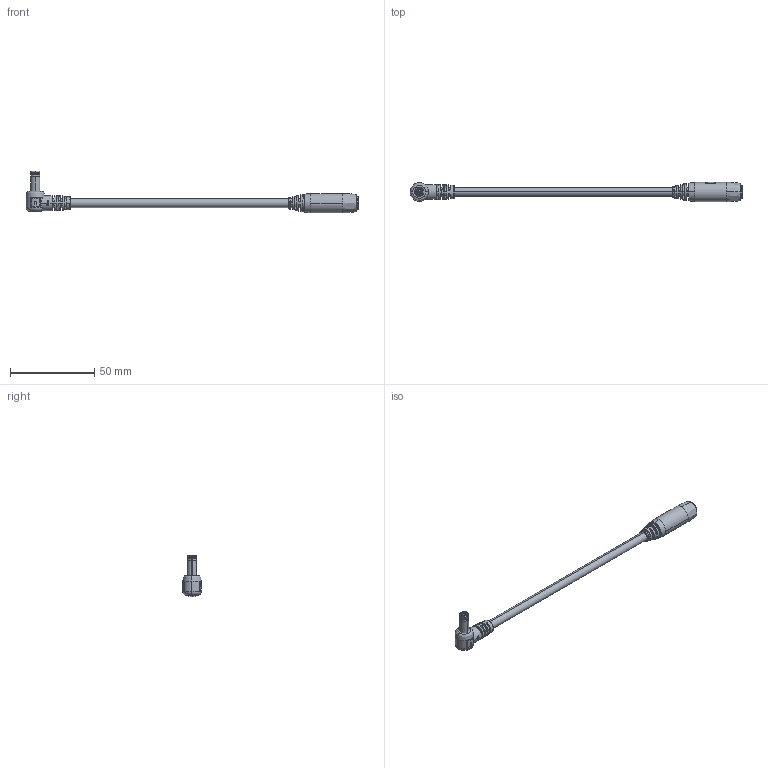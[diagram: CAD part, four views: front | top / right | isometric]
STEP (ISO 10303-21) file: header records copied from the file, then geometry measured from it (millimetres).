
FILE_DESCRIPTION (( 'STEP AP203' ), '1' );
FILE_NAME ('10-03376.STEP', '2019-04-25T17:16:46', ( '' ), ( '' ), 'SwSTEP 2.0', 'SolidWorks 2015', '' );
FILE_SCHEMA (( 'CONFIG_CONTROL_DESIGN' ));
Length unit declared in the file: millimetre
Products named in the file (13): 50-00129; 50-00027 insulator; 30-00683_blunt cut; 50-00027 contact; 50-00027; 50-00027 shell; 24-00185; 10-03376; 50-00129 contact; 50-00129 shell; 24-00183; 50-00027 pin; 50-00129 insulator
Assembly tree (12 placements, depth 3):
  10-03376
    30-00683_blunt cut
    24-00183
    24-00185
    50-00027
      50-00027 shell
      50-00027 insulator
      50-00027 pin
      50-00027 contact
    50-00129
      50-00129 contact
      50-00129 insulator
      50-00129 shell
Bounding box: 197.1 x 11.4 x 24.68 mm (x, y, z)
Volume: 8663 mm3; surface area: 23629.1 mm2
Topology: 92 solids, 92 shells, 1069 faces, 2464 edges, 1594 vertices
Faces by surface type: cylinder 487, plane 337, bspline 154, torus 63, cone 28
Entity records: 37719 total; most frequent: CARTESIAN_POINT 12264, DIRECTION 4981, ORIENTED_EDGE 4924, EDGE_CURVE 2462, AXIS2_PLACEMENT_3D 2134, VERTEX_POINT 1594, EDGE_LOOP 1282, CIRCLE 1202
